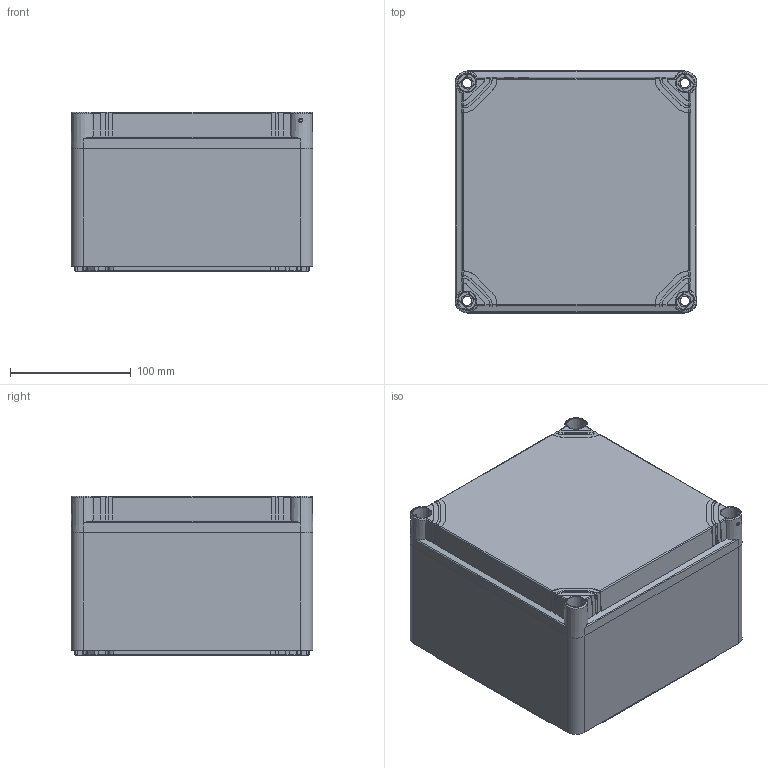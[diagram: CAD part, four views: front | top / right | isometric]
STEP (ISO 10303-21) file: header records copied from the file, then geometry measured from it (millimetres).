
FILE_DESCRIPTION(('CATIA V5R24 STEP','CAx-IF Rec.Pracs.--- Model Styling and Organization---1.2---2011-12-15'),'2;1');
FILE_NAME ('D1465072_0_9535680000_9535680000.stp','2018-08-27T08:29:04+00:00',('none'),('Weidmueller'),'CATIA Version 5-6 Release 2014 SP4 HF52','CATIA V5 STEP AP214','none');
FILE_SCHEMA(('AUTOMOTIVE_DESIGN { 1 0 10303 214 1 1 1 1 }'));
Length unit declared in the file: millimetre
Products named in the file (1): FPC_20-20-13_trsp
Bounding box: 200 x 200 x 132 mm (x, y, z)
Volume: 858658.6 mm3; surface area: 450281.5 mm2
Topology: 2 solids, 2 shells, 1539 faces, 3944 edges, 2504 vertices
Faces by surface type: plane 751, cylinder 424, cone 232, torus 92, extrusion 32, bspline 8
Entity records: 48049 total; most frequent: CARTESIAN_POINT 12588, ORIENTED_EDGE 7888, DIRECTION 6102, EDGE_CURVE 3944, VERTEX_POINT 2504, AXIS2_PLACEMENT_3D 2478, VECTOR 2320, LINE 2288
